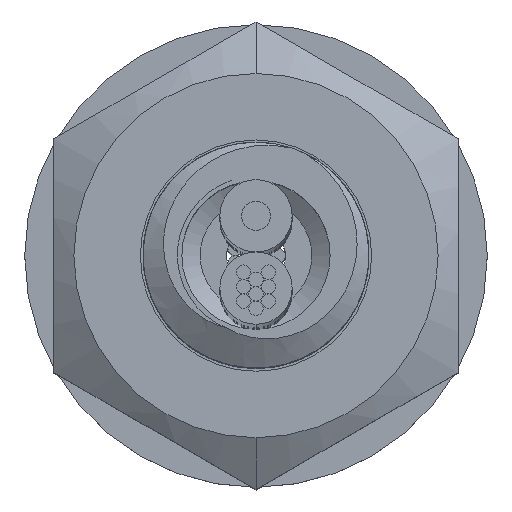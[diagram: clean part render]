
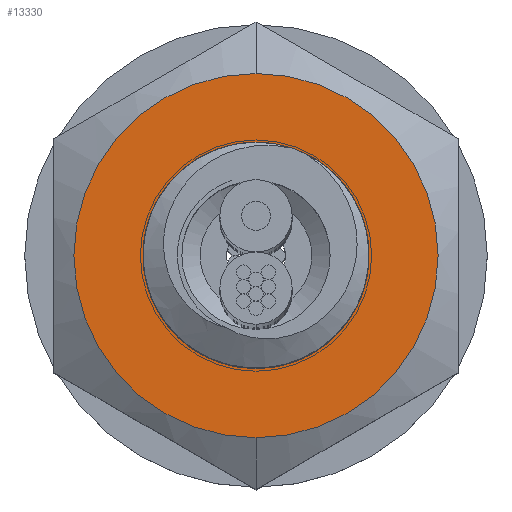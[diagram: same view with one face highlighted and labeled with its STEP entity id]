
A CAD part, top view. The second image highlights one B-rep face of the part: STEP entity #13330.
In plain terms, the highlighted planar face has unit normal (0, 0, 1).
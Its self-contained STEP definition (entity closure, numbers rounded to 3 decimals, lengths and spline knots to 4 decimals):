
#13021=CARTESIAN_POINT('',(0.,0.,2.544));
#13022=DIRECTION('',(0.,0.,1.));
#13023=DIRECTION('',(-1.,0.,0.));
#13024=AXIS2_PLACEMENT_3D('',#13021,#13022,#13023);
#13026=CARTESIAN_POINT('',(0.,0.,2.544));
#13027=DIRECTION('',(0.,0.,1.));
#13028=DIRECTION('',(1.,0.,0.));
#13029=AXIS2_PLACEMENT_3D('',#13026,#13027,#13028);
#13031=CARTESIAN_POINT('',(0.,0.,2.544));
#13032=DIRECTION('',(0.,0.,1.));
#13033=DIRECTION('',(0.,1.,0.));
#13034=AXIS2_PLACEMENT_3D('',#13031,#13032,#13033);
#13036=CARTESIAN_POINT('',(0.,0.,2.544));
#13037=DIRECTION('',(0.,0.,1.));
#13038=DIRECTION('',(0.,-1.,0.));
#13039=AXIS2_PLACEMENT_3D('',#13036,#13037,#13038);
#13238=CARTESIAN_POINT('',(-1.65,0.,2.544));
#13240=VERTEX_POINT('',#13238);
#13242=CARTESIAN_POINT('',(1.65,0.,2.544));
#13244=VERTEX_POINT('',#13242);
#13245=CARTESIAN_POINT('',(0.,3.15,2.544));
#13247=VERTEX_POINT('',#13245);
#13253=CARTESIAN_POINT('',(0.,-3.15,2.544));
#13255=VERTEX_POINT('',#13253);
#13315=CARTESIAN_POINT('',(0.,0.,2.544));
#13316=DIRECTION('',(0.,0.,1.));
#13317=DIRECTION('',(1.,0.,0.));
#13318=AXIS2_PLACEMENT_3D('',#13315,#13316,#13317);
#13319=PLANE('',#13318);
#13321=ORIENTED_EDGE('',*,*,#13320,.F.);
#13323=ORIENTED_EDGE('',*,*,#13322,.F.);
#13324=EDGE_LOOP('',(#13321,#13323));
#13325=FACE_OUTER_BOUND('',#13324,.F.);
#13326=ORIENTED_EDGE('',*,*,#13297,.T.);
#13327=ORIENTED_EDGE('',*,*,#13308,.T.);
#13328=EDGE_LOOP('',(#13326,#13327));
#13329=FACE_BOUND('',#13328,.F.);
#13330=ADVANCED_FACE('',(#13325,#13329),#13319,.T.);
#13025=CIRCLE('',#13024,1.65);
#13030=CIRCLE('',#13029,1.65);
#13035=CIRCLE('',#13034,3.15);
#13040=CIRCLE('',#13039,3.15);
#13297=EDGE_CURVE('',#13240,#13244,#13025,.T.);
#13308=EDGE_CURVE('',#13244,#13240,#13030,.T.);
#13320=EDGE_CURVE('',#13247,#13255,#13035,.T.);
#13322=EDGE_CURVE('',#13255,#13247,#13040,.T.);
